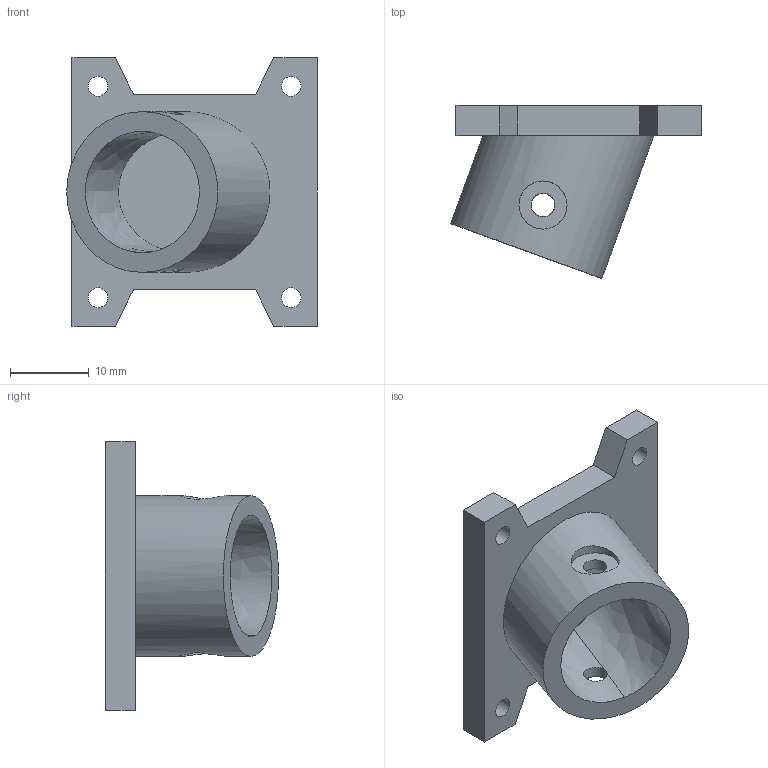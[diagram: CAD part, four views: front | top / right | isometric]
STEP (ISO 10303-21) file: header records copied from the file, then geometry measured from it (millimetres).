
FILE_DESCRIPTION(/* description */ (''),/* implementation_level */ '2;1');
FILE_NAME(/* name */ 'Landing gear mount v1.step',/* time_stamp */ '2023-06-16T14:03:00+02:00',/* author */ (''),/* organization */ (''),/* preprocessor_version */ 'ST-DEVELOPER v19.2',/* originating_system */ 'Autodesk Translation Framework v12.6.0.85',/* authorisation */ '');
FILE_SCHEMA (('AUTOMOTIVE_DESIGN { 1 0 10303 214 3 1 1 }'));
Length unit declared in the file: millimetre
Products named in the file (1): Landing gear mount
Bounding box: 31.77 x 21.94 x 34.1 mm (x, y, z)
Volume: 5413.1 mm3; surface area: 4194.5 mm2
Topology: 1 solids, 1 shells, 34 faces, 89 edges, 60 vertices
Faces by surface type: plane 24, cylinder 8, bspline 2
Full cylindrical faces by diameter (mm): 2.5 x4, 3 x2, 6.1 x1, 20.4 x1
Entity records: 1334 total; most frequent: CARTESIAN_POINT 447, ORIENTED_EDGE 178, DIRECTION 160, EDGE_CURVE 89, VERTEX_POINT 60, LINE 56, VECTOR 56, AXIS2_PLACEMENT_3D 52
